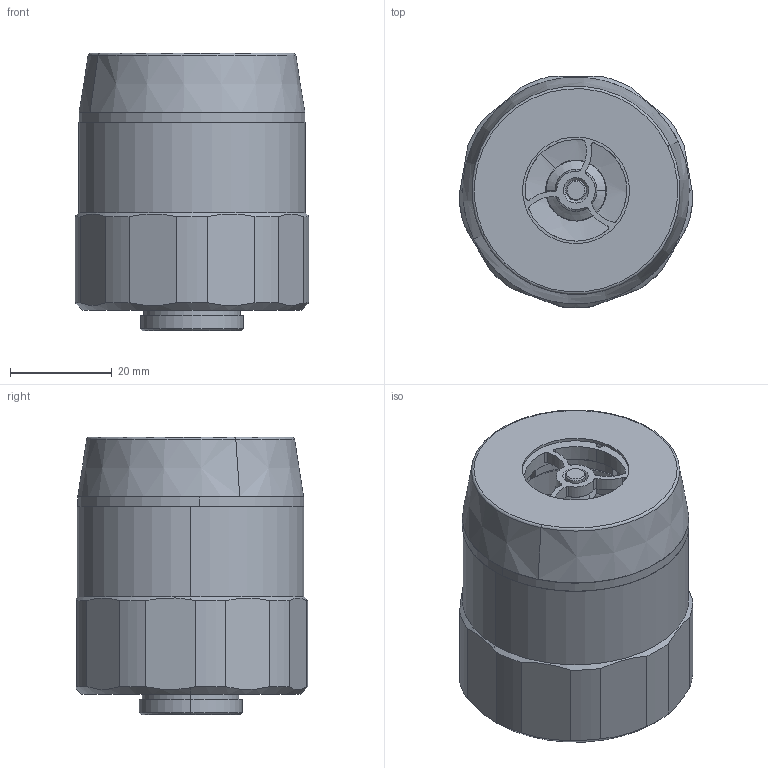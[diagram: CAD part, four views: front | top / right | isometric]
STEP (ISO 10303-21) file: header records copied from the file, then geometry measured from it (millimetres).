
FILE_DESCRIPTION (( 'STEP AP203' ), '1' );
FILE_NAME ('Web Model 39146_39146.step', '2018-10-18T16:49:36', ( '' ), ( '' ), 'SwSTEP 2.0', 'SolidWorks 2016', '' );
FILE_SCHEMA (( 'CONFIG_CONTROL_DESIGN' ));
Length unit declared in the file: millimetre
Products named in the file (1): Web Model 39146_39146
Bounding box: 46.05 x 45.53 x 54.6 mm (x, y, z)
Volume: 41154.6 mm3; surface area: 31865.3 mm2
Topology: 7 solids, 7 shells, 240 faces, 584 edges, 372 vertices
Faces by surface type: cylinder 114, plane 66, cone 50, torus 6, sphere 4
Entity records: 7398 total; most frequent: CARTESIAN_POINT 1421, DIRECTION 1349, ORIENTED_EDGE 1168, EDGE_CURVE 584, AXIS2_PLACEMENT_3D 554, VERTEX_POINT 372, CIRCLE 313, EDGE_LOOP 276
